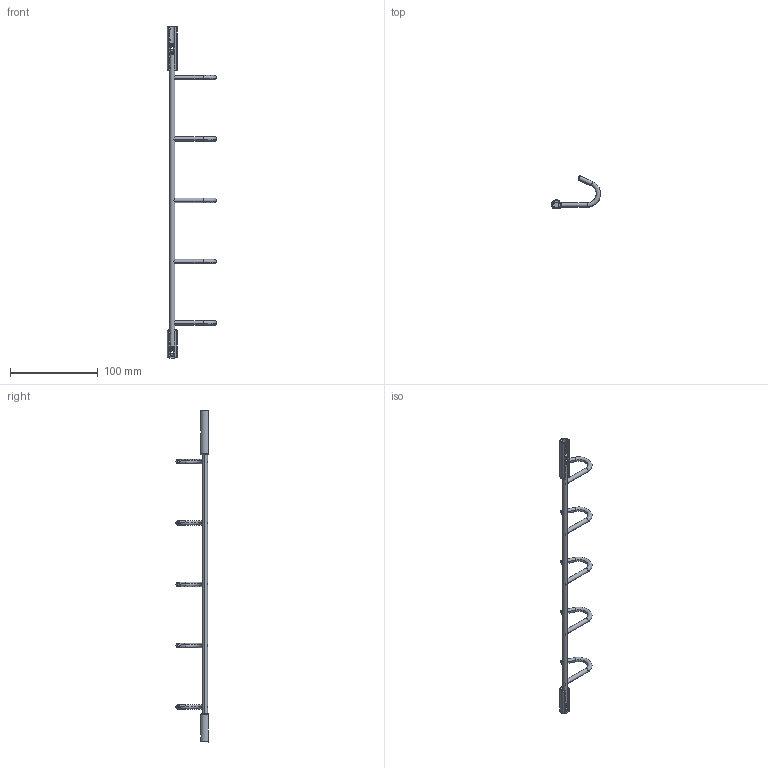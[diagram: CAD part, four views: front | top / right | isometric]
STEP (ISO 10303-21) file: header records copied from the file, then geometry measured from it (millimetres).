
FILE_DESCRIPTION(('Creo Elements/Direct Modeling STEP Export'),'2;1');
FILE_NAME('2323-360.stp','2022-05-04T10:03:15',(''),(''),'Creo Elements/Direct Modeling STEP processor for AP214 (Solid Model)','Creo Elements/Direct Modeling 20.0 12-Nov-2016 (C) Parametric Technology GmbH','');
FILE_SCHEMA(('AUTOMOTIVE_DESIGN { 1 0 10303 214 1 1 1 1 }'));
Length unit declared in the file: millimetre
Products named in the file (10): Verbindungsteil.1.1; Haken; Stangerl; Haken.03; Haken.04; Haken.02; Haken.04.1; Hakenleiste; Verbindungsteil.1; FE-9247
Assembly tree (9 placements, depth 3):
  FE-9247
    Verbindungsteil.1
    Hakenleiste
      Haken.04.1
      Haken.02
      Haken.04
      Haken.03
      Stangerl
      Haken
    Verbindungsteil.1.1
Bounding box: 55.98 x 36.61 x 379 mm (x, y, z)
Volume: 21934.6 mm3; surface area: 17883 mm2
Topology: 8 solids, 8 shells, 178 faces, 455 edges, 287 vertices
Faces by surface type: cylinder 69, plane 63, torus 24, cone 12, sphere 10
Entity records: 9624 total; most frequent: CARTESIAN_POINT 5358, ORIENTED_EDGE 890, DIRECTION 772, EDGE_CURVE 445, AXIS2_PLACEMENT_3D 302, VERTEX_POINT 287, EDGE_LOOP 186, FACE_OUTER_BOUND 178
